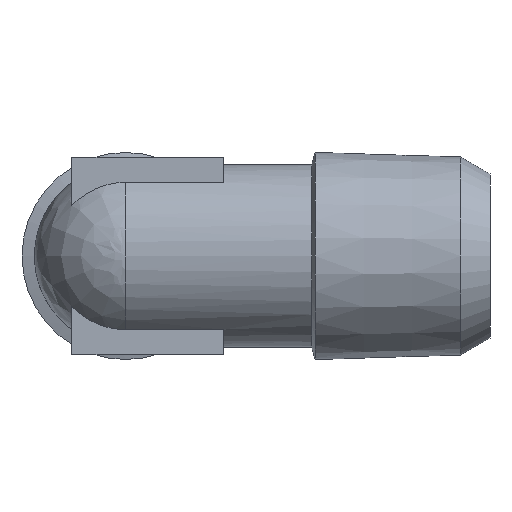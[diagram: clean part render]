
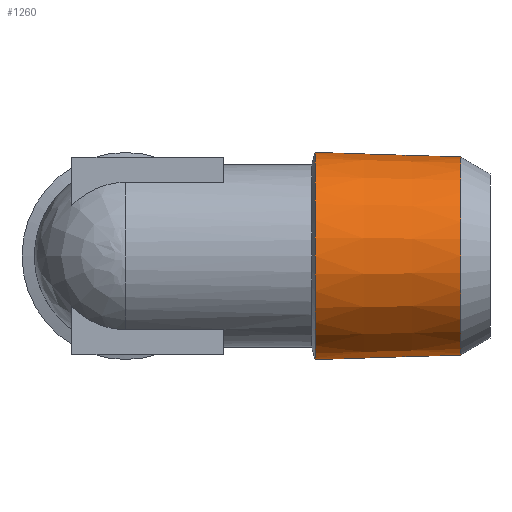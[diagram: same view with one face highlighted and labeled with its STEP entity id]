
A CAD part, left-side view. The second image highlights one B-rep face of the part: STEP entity #1260.
In plain terms, the highlighted conical face has half-angle 1.79 degrees and reference radius 6.52 mm.
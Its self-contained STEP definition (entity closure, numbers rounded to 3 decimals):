
#8 = AXIS2_PLACEMENT_3D ( 'NONE', #402, #401, #400 ) ;
#20 = EDGE_CURVE ( 'NONE', #918, #918, #916, .T. ) ;
#28 = AXIS2_PLACEMENT_3D ( 'NONE', #802, #801, #799 ) ;
#116 = AXIS2_PLACEMENT_3D ( 'NONE', #306, #305, #308 ) ;
#118 = EDGE_CURVE ( 'NONE', #902, #902, #988, .T. ) ;
#171 = CARTESIAN_POINT ( 'NONE',  ( 0., 3.94, 6.52 ) ) ;
#178 = CARTESIAN_POINT ( 'NONE',  ( 0., 13.517, 6.819 ) ) ;
#305 = DIRECTION ( 'NONE',  ( 0., 1., 0. ) ) ;
#306 = CARTESIAN_POINT ( 'NONE',  ( 0., 3.94, 0. ) ) ;
#308 = DIRECTION ( 'NONE',  ( 0., 0., 1. ) ) ;
#400 = DIRECTION ( 'NONE',  ( 0., 0., 1. ) ) ;
#401 = DIRECTION ( 'NONE',  ( 0., 1., 0. ) ) ;
#402 = CARTESIAN_POINT ( 'NONE',  ( 0., 3.94, 0. ) ) ;
#799 = DIRECTION ( 'NONE',  ( 0., 0., 1. ) ) ;
#801 = DIRECTION ( 'NONE',  ( 0., 1., 0. ) ) ;
#802 = CARTESIAN_POINT ( 'NONE',  ( 0., 13.517, 0. ) ) ;
#884 = EDGE_LOOP ( 'NONE', ( #1129 ) ) ;
#902 = VERTEX_POINT ( 'NONE', #171 ) ;
#916 = CIRCLE ( 'NONE', #28, 6.819 ) ;
#918 = VERTEX_POINT ( 'NONE', #178 ) ;
#957 = CONICAL_SURFACE ( 'NONE', #116, 6.52, 0.031 ) ;
#963 = FACE_OUTER_BOUND ( 'NONE', #884, .T. ) ;
#964 = FACE_BOUND ( 'NONE', #1245, .T. ) ;
#988 = CIRCLE ( 'NONE', #8, 6.52 ) ;
#1069 = ORIENTED_EDGE ( 'NONE', *, *, #118, .T. ) ;
#1129 = ORIENTED_EDGE ( 'NONE', *, *, #20, .F. ) ;
#1245 = EDGE_LOOP ( 'NONE', ( #1069 ) ) ;
#1260 = ADVANCED_FACE ( 'NONE', ( #963, #964 ), #957, .T. ) ;
